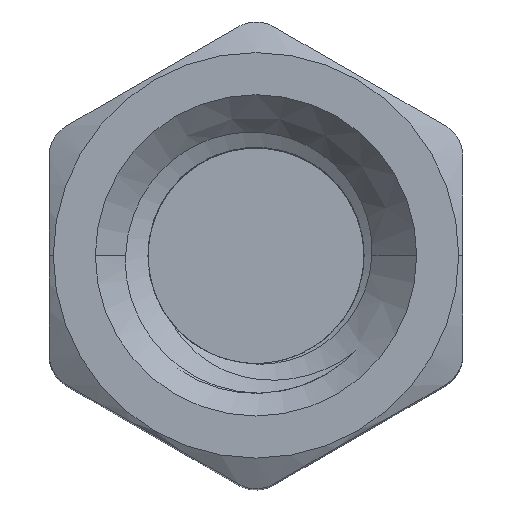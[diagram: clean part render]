
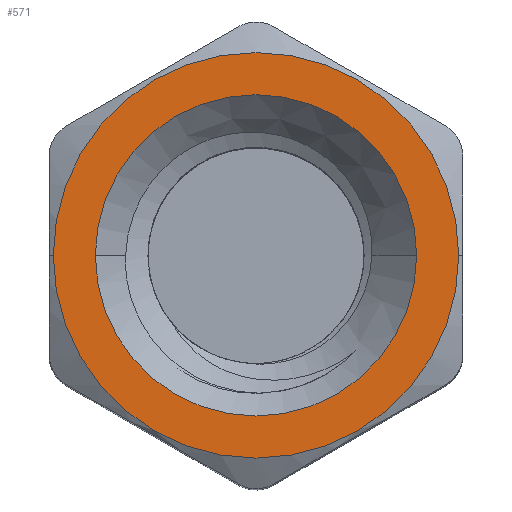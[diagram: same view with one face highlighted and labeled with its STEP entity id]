
A CAD part, top view. The second image highlights one B-rep face of the part: STEP entity #571.
In plain terms, the highlighted planar face has unit normal (0, 0, 1).
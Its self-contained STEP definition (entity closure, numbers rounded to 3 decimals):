
#2 = CIRCLE ( 'NONE', #1234, 2.205 ) ;
#175 = DIRECTION ( 'NONE',  ( 0., 0., -1. ) ) ;
#269 = DIRECTION ( 'NONE',  ( 0., 0., 1. ) ) ;
#364 = ORIENTED_EDGE ( 'NONE', *, *, #4184, .F. ) ;
#515 = CARTESIAN_POINT ( 'NONE',  ( 0., 1.75, 8. ) ) ;
#571 = ADVANCED_FACE ( 'NONE', ( #2751, #1023 ), #1311, .F. ) ;
#602 = DIRECTION ( 'NONE',  ( 1., 0., 0. ) ) ;
#684 = CARTESIAN_POINT ( 'NONE',  ( 0., 0., 8. ) ) ;
#745 = CARTESIAN_POINT ( 'NONE',  ( -1.748, 0., 8. ) ) ;
#1023 = FACE_OUTER_BOUND ( 'NONE', #1108, .T. ) ;
#1096 = CARTESIAN_POINT ( 'NONE',  ( 0., 0., 8. ) ) ;
#1108 = EDGE_LOOP ( 'NONE', ( #3696, #4511 ) ) ;
#1153 = AXIS2_PLACEMENT_3D ( 'NONE', #4636, #3884, #602 ) ;
#1234 = AXIS2_PLACEMENT_3D ( 'NONE', #684, #3297, #4738 ) ;
#1311 = PLANE ( 'NONE',  #1927 ) ;
#1313 = CARTESIAN_POINT ( 'NONE',  ( 0., 0., 8. ) ) ;
#1470 = EDGE_CURVE ( 'NONE', #3579, #4216, #2, .T. ) ;
#1477 = CIRCLE ( 'NONE', #1967, 2.205 ) ;
#1649 = DIRECTION ( 'NONE',  ( 0., 1., 0. ) ) ;
#1664 = CARTESIAN_POINT ( 'NONE',  ( 1.748, 0., 8. ) ) ;
#1927 = AXIS2_PLACEMENT_3D ( 'NONE', #515, #175, #1649 ) ;
#1967 = AXIS2_PLACEMENT_3D ( 'NONE', #1313, #269, #4250 ) ;
#2155 = CARTESIAN_POINT ( 'NONE',  ( 2.205, 0., 8. ) ) ;
#2751 = FACE_BOUND ( 'NONE', #4632, .T. ) ;
#2911 = DIRECTION ( 'NONE',  ( 0., 0., 1. ) ) ;
#3275 = DIRECTION ( 'NONE',  ( 1., 0., 0. ) ) ;
#3295 = ORIENTED_EDGE ( 'NONE', *, *, #3311, .F. ) ;
#3297 = DIRECTION ( 'NONE',  ( 0., 0., 1. ) ) ;
#3311 = EDGE_CURVE ( 'NONE', #4100, #3720, #3886, .T. ) ;
#3579 = VERTEX_POINT ( 'NONE', #3598 ) ;
#3587 = CIRCLE ( 'NONE', #1153, 1.748 ) ;
#3598 = CARTESIAN_POINT ( 'NONE',  ( -2.205, 0., 8. ) ) ;
#3696 = ORIENTED_EDGE ( 'NONE', *, *, #4127, .T. ) ;
#3720 = VERTEX_POINT ( 'NONE', #745 ) ;
#3811 = AXIS2_PLACEMENT_3D ( 'NONE', #1096, #2911, #3275 ) ;
#3884 = DIRECTION ( 'NONE',  ( 0., 0., 1. ) ) ;
#3886 = CIRCLE ( 'NONE', #3811, 1.748 ) ;
#4100 = VERTEX_POINT ( 'NONE', #1664 ) ;
#4127 = EDGE_CURVE ( 'NONE', #4216, #3579, #1477, .T. ) ;
#4184 = EDGE_CURVE ( 'NONE', #3720, #4100, #3587, .T. ) ;
#4216 = VERTEX_POINT ( 'NONE', #2155 ) ;
#4250 = DIRECTION ( 'NONE',  ( 1., 0., 0. ) ) ;
#4511 = ORIENTED_EDGE ( 'NONE', *, *, #1470, .T. ) ;
#4632 = EDGE_LOOP ( 'NONE', ( #3295, #364 ) ) ;
#4636 = CARTESIAN_POINT ( 'NONE',  ( 0., 0., 8. ) ) ;
#4738 = DIRECTION ( 'NONE',  ( 1., 0., 0. ) ) ;
